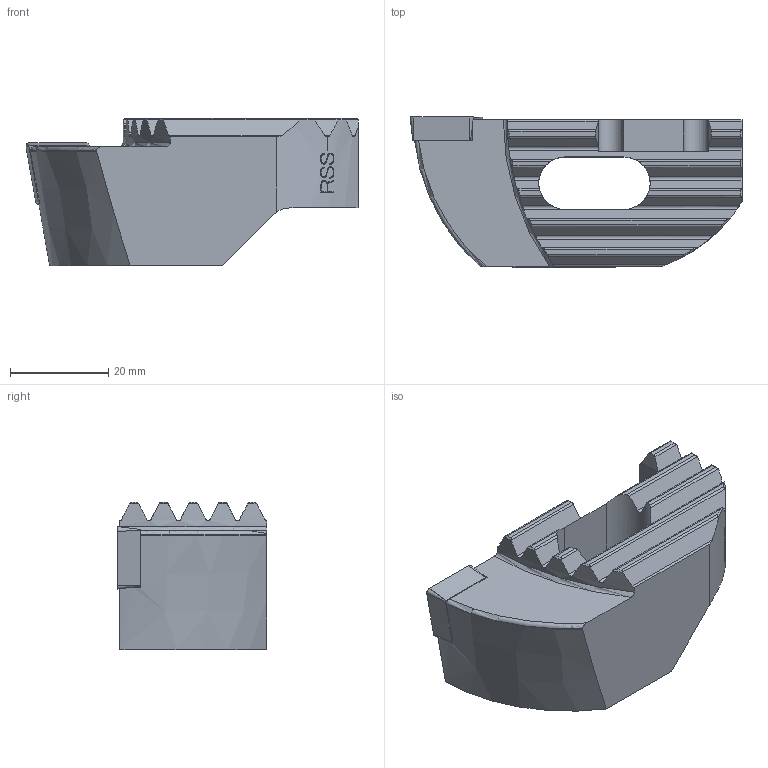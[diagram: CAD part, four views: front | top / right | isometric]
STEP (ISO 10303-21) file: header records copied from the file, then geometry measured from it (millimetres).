
FILE_DESCRIPTION(('no description'),'unknown implementation level');
FILE_NAME('92A1DEC5-A5D2-435F-8B73-079B5CD2A3FA_export.stp',' ',('CIMSOURCE GmbH'),('CADClick - KiM GmbH - www.kimweb.de'),'unknown preprocess','ACIS','unknown authorization');
FILE_SCHEMA(('automotive_design'));
Length unit declared in the file: millimetre
Products named in the file (3): 639.493 Kaiser RB 81-103 SW68 CC12|654.991 Kaiser CCMT 120408 K20C;Kombinieren1; 639.493 Kaiser RB 81-103 SW68 CC12|694.150 Kaiser ETL M5 X 13,3 T20 IP 10S;Kreismuster1; 639.493 Kaiser RB 81-103 SW68 CC12|639.493 Kaiser RB 81-103 SW68 CC12;Marke RSS
Bounding box: 67.5 x 30.46 x 29.9 mm (x, y, z)
Volume: 30466.8 mm3; surface area: 10322.4 mm2
Topology: 3 solids, 3 shells, 240 faces, 659 edges, 429 vertices
Faces by surface type: plane 84, cylinder 73, bspline 42, cone 28, torus 11, sphere 2
Entity records: 19144 total; most frequent: CARTESIAN_POINT 5896, STYLED_ITEM 1329, PRESENTATION_STYLE_ASSIGNMENT 1329, COLOUR_RGB 1329, ORIENTED_EDGE 1314, DIRECTION 1112, EDGE_CURVE 657, CURVE_STYLE 657
